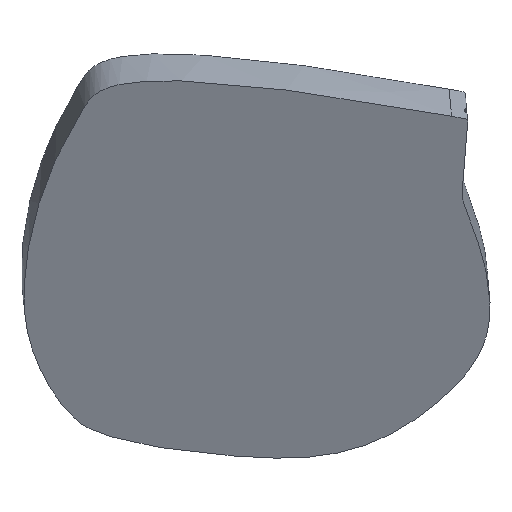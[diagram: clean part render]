
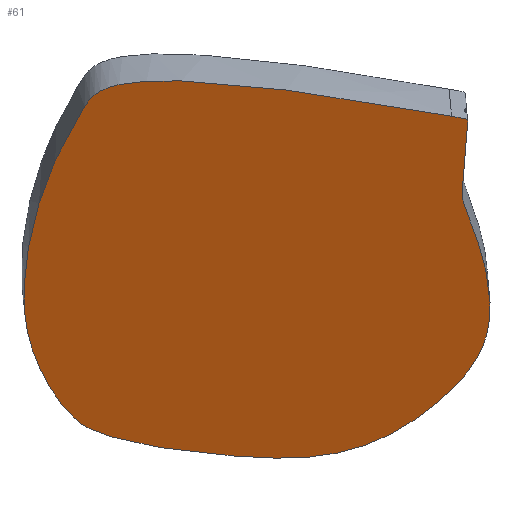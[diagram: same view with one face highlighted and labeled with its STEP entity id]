
A CAD part, left-side view. The second image highlights one B-rep face of the part: STEP entity #61.
In plain terms, the highlighted planar face has unit normal (-0.918, -0.019, -0.397).
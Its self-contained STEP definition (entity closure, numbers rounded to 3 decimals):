
#61=ADVANCED_FACE('',(#86),#87,.T.);
#86=FACE_OUTER_BOUND('',#461,.T.);
#87=PLANE('',#462);
#461=EDGE_LOOP('',(#532,#533));
#462=AXIS2_PLACEMENT_3D('',#534,#535,#536);
#532=ORIENTED_EDGE('',*,*,#560,.F.);
#533=ORIENTED_EDGE('',*,*,#539,.F.);
#534=CARTESIAN_POINT('',(2.197,-0.25,33.073));
#535=DIRECTION('',(-0.918,-0.019,-0.397));
#536=DIRECTION('',(0.,-0.999,0.047));
#539=EDGE_CURVE('',#561,#564,#565,.T.);
#560=EDGE_CURVE('',#564,#561,#599,.T.);
#561=VERTEX_POINT('',#600);
#564=VERTEX_POINT('',#604);
#565=B_SPLINE_CURVE_WITH_KNOTS('',3,(#605,#606,#607,#608,#609,#610,#611,#612,#613,#614,#615,#616,#617,#618,#619,#620,#621,#622,#623,#624,#625,#626,#627,#628,#629,#630,#631,#632,#633,#634,#635,#636,#637,#638,#639,#640,#641,#642,#643,#644,#645,#646,#647,#648,#649,#650),.UNSPECIFIED.,.F.,.F.,(4,3,3,3,3,3,3,3,3,3,3,3,3,3,3,4),(64.045,66.974,71.025,73.968,78.412,83.798,89.035,95.292,102.451,108.532,111.841,115.088,120.691,129.826,140.008,148.167),.UNSPECIFIED.);
#599=B_SPLINE_CURVE_WITH_KNOTS('',3,(#902,#903,#904,#905,#906,#907,#908,#909,#910,#911,#912,#913,#914,#915,#916,#917,#918,#919,#920,#921,#922,#923,#924,#925,#926,#927,#928,#929,#930,#931,#932,#933,#934,#935,#936,#937,#938,#939,#940,#941,#942,#943,#944,#945,#946,#947),.UNSPECIFIED.,.F.,.F.,(4,3,3,3,3,3,3,3,3,3,3,3,3,3,3,4),(0.0,1.866,3.647,7.659,10.256,12.778,18.012,23.311,27.555,32.212,37.74,42.867,47.83,53.682,61.117,64.045),.UNSPECIFIED.);
#600=CARTESIAN_POINT('',(19.2,39.444,-8.153));
#604=CARTESIAN_POINT('',(5.453,10.14,25.047));
#605=CARTESIAN_POINT('',(19.2,39.444,-8.153));
#606=CARTESIAN_POINT('',(19.114,40.396,-7.998));
#607=CARTESIAN_POINT('',(19.025,41.255,-7.834));
#608=CARTESIAN_POINT('',(18.934,42.045,-7.659));
#609=CARTESIAN_POINT('',(18.75,43.624,-7.309));
#610=CARTESIAN_POINT('',(18.552,44.925,-6.914));
#611=CARTESIAN_POINT('',(18.364,45.881,-6.523));
#612=CARTESIAN_POINT('',(18.175,46.837,-6.132));
#613=CARTESIAN_POINT('',(17.995,47.449,-5.744));
#614=CARTESIAN_POINT('',(17.645,48.219,-4.971));
#615=CARTESIAN_POINT('',(17.295,48.988,-4.197));
#616=CARTESIAN_POINT('',(16.774,49.915,-3.037));
#617=CARTESIAN_POINT('',(16.153,50.707,-1.637));
#618=CARTESIAN_POINT('',(15.531,51.499,-0.236));
#619=CARTESIAN_POINT('',(14.808,52.156,1.405));
#620=CARTESIAN_POINT('',(14.124,52.544,2.97));
#621=CARTESIAN_POINT('',(13.439,52.931,4.535));
#622=CARTESIAN_POINT('',(12.793,53.049,6.025));
#623=CARTESIAN_POINT('',(12.058,52.995,7.728));
#624=CARTESIAN_POINT('',(11.322,52.94,9.432));
#625=CARTESIAN_POINT('',(10.498,52.713,11.351));
#626=CARTESIAN_POINT('',(9.611,52.258,13.424));
#627=CARTESIAN_POINT('',(8.725,51.802,15.496));
#628=CARTESIAN_POINT('',(7.776,51.117,17.723));
#629=CARTESIAN_POINT('',(6.924,50.269,19.735));
#630=CARTESIAN_POINT('',(6.072,49.42,21.747));
#631=CARTESIAN_POINT('',(5.316,48.408,23.545));
#632=CARTESIAN_POINT('',(4.79,47.681,24.795));
#633=CARTESIAN_POINT('',(4.264,46.953,26.046));
#634=CARTESIAN_POINT('',(3.969,46.511,26.751));
#635=CARTESIAN_POINT('',(3.76,45.821,27.267));
#636=CARTESIAN_POINT('',(3.551,45.131,27.784));
#637=CARTESIAN_POINT('',(3.428,44.193,28.113));
#638=CARTESIAN_POINT('',(3.36,42.854,28.333));
#639=CARTESIAN_POINT('',(3.292,41.515,28.553));
#640=CARTESIAN_POINT('',(3.28,39.773,28.664));
#641=CARTESIAN_POINT('',(3.366,37.277,28.585));
#642=CARTESIAN_POINT('',(3.451,34.781,28.507));
#643=CARTESIAN_POINT('',(3.634,31.53,28.238));
#644=CARTESIAN_POINT('',(3.869,28.191,27.852));
#645=CARTESIAN_POINT('',(4.105,24.853,27.466));
#646=CARTESIAN_POINT('',(4.392,21.428,26.964));
#647=CARTESIAN_POINT('',(4.691,18.145,26.428));
#648=CARTESIAN_POINT('',(4.99,14.862,25.892));
#649=CARTESIAN_POINT('',(5.301,11.721,25.323));
#650=CARTESIAN_POINT('',(5.453,10.14,25.047));
#902=CARTESIAN_POINT('',(5.453,10.14,25.047));
#903=CARTESIAN_POINT('',(5.604,8.559,24.772));
#904=CARTESIAN_POINT('',(5.596,8.538,24.791));
#905=CARTESIAN_POINT('',(5.686,8.535,24.585));
#906=CARTESIAN_POINT('',(5.775,8.532,24.379));
#907=CARTESIAN_POINT('',(5.96,8.547,23.948));
#908=CARTESIAN_POINT('',(6.389,8.626,22.952));
#909=CARTESIAN_POINT('',(6.818,8.705,21.957));
#910=CARTESIAN_POINT('',(7.49,8.848,20.396));
#911=CARTESIAN_POINT('',(7.97,8.953,19.279));
#912=CARTESIAN_POINT('',(8.451,9.057,18.162));
#913=CARTESIAN_POINT('',(8.74,9.123,17.489));
#914=CARTESIAN_POINT('',(8.994,9.051,16.905));
#915=CARTESIAN_POINT('',(9.248,8.978,16.321));
#916=CARTESIAN_POINT('',(9.467,8.768,15.825));
#917=CARTESIAN_POINT('',(9.96,8.333,14.704));
#918=CARTESIAN_POINT('',(10.454,7.899,13.582));
#919=CARTESIAN_POINT('',(11.223,7.24,11.834));
#920=CARTESIAN_POINT('',(11.972,6.825,10.122));
#921=CARTESIAN_POINT('',(12.72,6.41,8.41));
#922=CARTESIAN_POINT('',(13.448,6.239,6.734));
#923=CARTESIAN_POINT('',(14.061,6.299,5.313));
#924=CARTESIAN_POINT('',(14.674,6.359,3.892));
#925=CARTESIAN_POINT('',(15.173,6.649,2.725));
#926=CARTESIAN_POINT('',(15.67,7.208,1.549));
#927=CARTESIAN_POINT('',(16.166,7.767,0.373));
#928=CARTESIAN_POINT('',(16.662,8.594,-0.813));
#929=CARTESIAN_POINT('',(17.155,9.751,-2.008));
#930=CARTESIAN_POINT('',(17.648,10.908,-3.203));
#931=CARTESIAN_POINT('',(18.138,12.395,-4.409));
#932=CARTESIAN_POINT('',(18.535,13.866,-5.398));
#933=CARTESIAN_POINT('',(18.933,15.338,-6.387));
#934=CARTESIAN_POINT('',(19.237,16.795,-7.16));
#935=CARTESIAN_POINT('',(19.459,18.303,-7.745));
#936=CARTESIAN_POINT('',(19.68,19.812,-8.33));
#937=CARTESIAN_POINT('',(19.819,21.373,-8.726));
#938=CARTESIAN_POINT('',(19.887,23.069,-8.963));
#939=CARTESIAN_POINT('',(19.955,24.765,-9.201));
#940=CARTESIAN_POINT('',(19.952,26.596,-9.28));
#941=CARTESIAN_POINT('',(19.868,28.898,-9.197));
#942=CARTESIAN_POINT('',(19.785,31.201,-9.113));
#943=CARTESIAN_POINT('',(19.621,33.975,-8.867));
#944=CARTESIAN_POINT('',(19.455,36.291,-8.591));
#945=CARTESIAN_POINT('',(19.371,37.45,-8.453));
#946=CARTESIAN_POINT('',(19.287,38.493,-8.307));
#947=CARTESIAN_POINT('',(19.2,39.444,-8.153));
